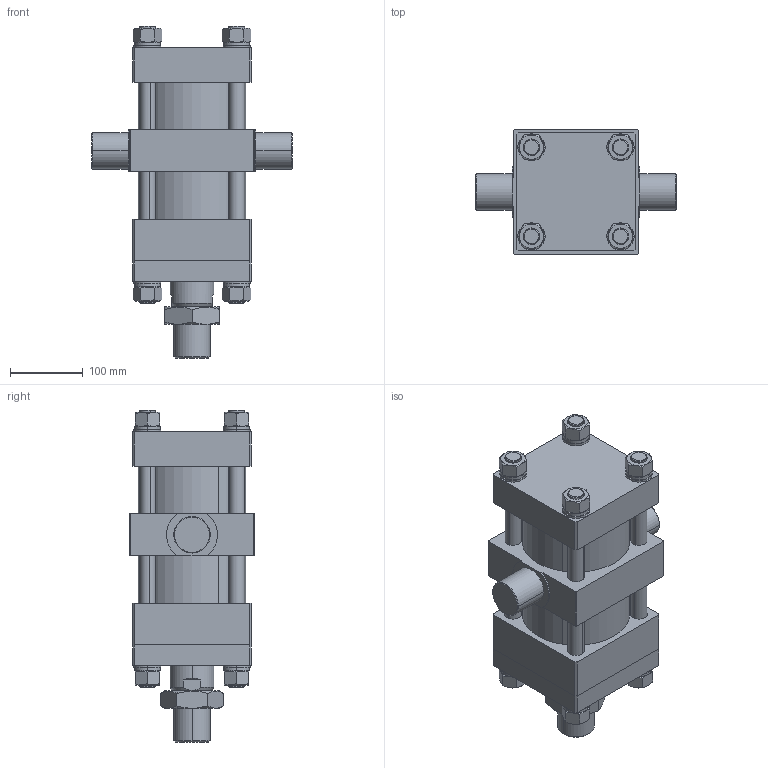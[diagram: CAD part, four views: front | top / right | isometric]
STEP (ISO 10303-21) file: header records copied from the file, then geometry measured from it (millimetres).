
FILE_DESCRIPTION (( 'STEP AP203' ), '1' );
FILE_NAME ('HOB-125-60-100-TC.STEP', '2021-04-27T08:00:29', ( '微软用户' ), ( '微软中国' ), 'SwSTEP 2.0', 'SolidWorks 2012', '' );
FILE_SCHEMA (( 'CONFIG_CONTROL_DESIGN' ));
Length unit declared in the file: millimetre
Products named in the file (14): HOB-125-60-100-TC; HOB-125-60-100-TC嶺裝2; HOB-125-60-100-TC嫉粣; HOB-125-60-100楊擘; hex thin nuts-grades ab-chamfered gb_GB_FASTENER_NUT_STNAB  B M48-N; M22^HOB-125-60-100-TC; hex nuts 1-fine pitch-grades ab gb_GB_FASTENER_NUT_SNAB1XY  B M22X1.5-N; plain washers--product grade c gb_GB_FASTENER_WASHER_SMWC 20; single coil lock washers light type gb_GB_FASTENER_WASHER_SSWL 22; HOB-125-60-100-TC嶺裝1; HOB-125-60-100活塞杆; HOB-125-60-100前盖; HOB-125-60-100綴裔; HOB-125-60-100掛极
Assembly tree (26 placements, depth 3):
  HOB-125-60-100-TC
    HOB-125-60-100掛极
    HOB-125-60-100綴裔
    HOB-125-60-100前盖
    HOB-125-60-100活塞杆
    HOB-125-60-100-TC嶺裝1  x4
    M22^HOB-125-60-100-TC  x8
      single coil lock washers light type gb_GB_FASTENER_WASHER_SSWL 22
      plain washers--product grade c gb_GB_FASTENER_WASHER_SMWC 20
      hex nuts 1-fine pitch-grades ab gb_GB_FASTENER_NUT_SNAB1XY  B M22X1.5-N
    hex thin nuts-grades ab-chamfered gb_GB_FASTENER_NUT_STNAB  B M48-N
    HOB-125-60-100楊擘
    HOB-125-60-100-TC嫉粣
    HOB-125-60-100-TC嶺裝2  x4
Bounding box: 275 x 171 x 455 mm (x, y, z)
Volume: 7087783.6 mm3; surface area: 887595.7 mm2
Topology: 39 solids, 39 shells, 535 faces, 1195 edges, 748 vertices
Faces by surface type: plane 199, cylinder 190, cone 134, torus 12
Entity records: 9613 total; most frequent: CARTESIAN_POINT 1792, DIRECTION 1359, ORIENTED_EDGE 1158, EDGE_CURVE 579, AXIS2_PLACEMENT_3D 541, VERTEX_POINT 364, EDGE_LOOP 309, VECTOR 277
